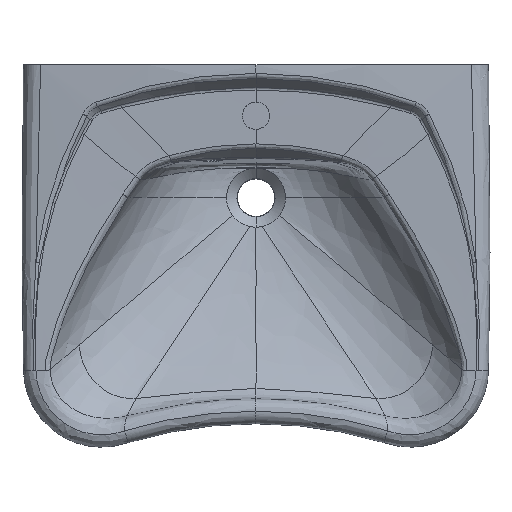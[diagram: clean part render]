
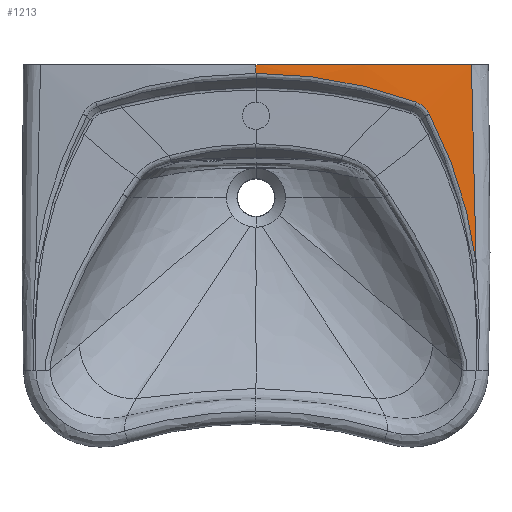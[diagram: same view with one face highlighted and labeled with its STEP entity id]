
A CAD part, top view. The second image highlights one B-rep face of the part: STEP entity #1213.
In plain terms, the highlighted free-form (B-spline) face has degree [3, 3] with [4, 4] control points.
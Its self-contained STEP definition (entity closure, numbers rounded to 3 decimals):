
#473=(
BOUNDED_CURVE()
B_SPLINE_CURVE(3,(#28032,#28033,#28034,#28035,#28036,#28037,#28038,#28039,
#28040,#28041),.UNSPECIFIED.,.F.,.F.)
B_SPLINE_CURVE_WITH_KNOTS((4,2,2,2,4),(0.,0.25,0.5,0.75,1.),
 .UNSPECIFIED.)
CURVE()
GEOMETRIC_REPRESENTATION_ITEM()
RATIONAL_B_SPLINE_CURVE((1.,1.,1.,1.,1.,1.,1.,1.,1.,1.))
REPRESENTATION_ITEM('')
);
#477=(
BOUNDED_CURVE()
B_SPLINE_CURVE(3,(#28107,#28108,#28109,#28110,#28111,#28112),
 .UNSPECIFIED.,.F.,.F.)
B_SPLINE_CURVE_WITH_KNOTS((4,2,4),(0.,0.5,1.),.UNSPECIFIED.)
CURVE()
GEOMETRIC_REPRESENTATION_ITEM()
RATIONAL_B_SPLINE_CURVE((1.,1.,1.,1.,1.,1.))
REPRESENTATION_ITEM('')
);
#486=(
BOUNDED_CURVE()
B_SPLINE_CURVE(3,(#29043,#29044,#29045,#29046,#29047,#29048,#29049,#29050,
#29051,#29052),.UNSPECIFIED.,.F.,.F.)
B_SPLINE_CURVE_WITH_KNOTS((4,2,2,2,4),(0.,0.302,0.476,
0.651,1.),.UNSPECIFIED.)
CURVE()
GEOMETRIC_REPRESENTATION_ITEM()
RATIONAL_B_SPLINE_CURVE((1.,1.,1.,
1.,1.,1.,1.,
1.,1.,1.))
REPRESENTATION_ITEM('')
);
#605=B_SPLINE_SURFACE_WITH_KNOTS('',3,3,((#29068,#29069,#29070,#29071),
(#29072,#29073,#29074,#29075),(#29076,#29077,#29078,#29079),(#29080,#29081,
#29082,#29083)),.UNSPECIFIED.,.F.,.F.,.F.,(4,4),(4,4),(0.,1.),(0.,1.),
 .UNSPECIFIED.);
#862=FACE_OUTER_BOUND('',#2146,.T.);
#1213=ADVANCED_FACE('',(#862),#605,.T.);
#1345=B_SPLINE_CURVE_WITH_KNOTS('',3,(#5542,#5543,#5544,#5545),
 .UNSPECIFIED.,.F.,.F.,(4,4),(0.,1.),.UNSPECIFIED.);
#1595=B_SPLINE_CURVE_WITH_KNOTS('',3,(#18216,#18217,#18218,#18219),
 .UNSPECIFIED.,.F.,.F.,(4,4),(0.,1.),.UNSPECIFIED.);
#1774=B_SPLINE_CURVE_WITH_KNOTS('',3,(#29054,#29055,#29056,#29057,#29058,
#29059,#29060,#29061,#29062,#29063,#29064,#29065,#29066,#29067),
 .UNSPECIFIED.,.F.,.F.,(4,2,2,1,1,2,2,4),(0.,0.25,0.375,0.438,0.469,
0.484,0.5,1.),.UNSPECIFIED.);
#2146=EDGE_LOOP('',(#3450,#3451,#3452,#3453,#3454,#3455));
#3450=ORIENTED_EDGE('',*,*,#5096,.F.);
#3451=ORIENTED_EDGE('',*,*,#5097,.T.);
#3452=ORIENTED_EDGE('',*,*,#4441,.F.);
#3453=ORIENTED_EDGE('',*,*,#4811,.T.);
#3454=ORIENTED_EDGE('',*,*,#5070,.F.);
#3455=ORIENTED_EDGE('',*,*,#5074,.F.);
#3957=VERTEX_POINT('',#5541);
#3958=VERTEX_POINT('',#5546);
#4207=VERTEX_POINT('',#16966);
#4363=VERTEX_POINT('',#28031);
#4365=VERTEX_POINT('',#28106);
#4376=VERTEX_POINT('',#29053);
#4441=EDGE_CURVE('',#3957,#3958,#1345,.T.);
#4811=EDGE_CURVE('',#3957,#4207,#1595,.T.);
#5070=EDGE_CURVE('',#4363,#4207,#473,.T.);
#5074=EDGE_CURVE('',#4365,#4363,#477,.T.);
#5096=EDGE_CURVE('',#4376,#4365,#486,.T.);
#5097=EDGE_CURVE('',#4376,#3958,#1774,.T.);
#5541=CARTESIAN_POINT('',(0.,170.,20.));
#5542=CARTESIAN_POINT('',(0.,170.,20.));
#5543=CARTESIAN_POINT('',(92.266,170.,20.));
#5544=CARTESIAN_POINT('',(184.532,170.,14.265));
#5545=CARTESIAN_POINT('',(276.088,170.,2.844));
#5546=CARTESIAN_POINT('',(276.088,169.991,2.843));
#16966=CARTESIAN_POINT('',(0.,158.997,20.006));
#18216=CARTESIAN_POINT('',(0.,170.,20.));
#18217=CARTESIAN_POINT('',(0.,166.332,20.007));
#18218=CARTESIAN_POINT('',(0.,162.665,20.009));
#18219=CARTESIAN_POINT('',(0.,158.997,20.006));
#28031=CARTESIAN_POINT('',(205.392,121.986,10.459));
#28032=CARTESIAN_POINT('',(205.392,121.986,10.459));
#28033=CARTESIAN_POINT('',(189.036,128.132,11.977));
#28034=CARTESIAN_POINT('',(172.442,133.496,13.342));
#28035=CARTESIAN_POINT('',(138.797,142.724,15.717));
#28036=CARTESIAN_POINT('',(121.706,146.593,16.729));
#28037=CARTESIAN_POINT('',(87.253,152.786,18.357));
#28038=CARTESIAN_POINT('',(69.928,155.108,18.973));
#28039=CARTESIAN_POINT('',(35.082,158.214,19.797));
#28040=CARTESIAN_POINT('',(17.535,158.997,20.006));
#28041=CARTESIAN_POINT('',(0.,158.997,20.006));
#28106=CARTESIAN_POINT('',(222.261,106.926,8.788));
#28107=CARTESIAN_POINT('',(222.261,106.926,8.788));
#28108=CARTESIAN_POINT('',(220.468,110.382,8.983));
#28109=CARTESIAN_POINT('',(218.152,113.441,9.224));
#28110=CARTESIAN_POINT('',(212.347,118.642,9.802));
#28111=CARTESIAN_POINT('',(209.048,120.612,10.119));
#28112=CARTESIAN_POINT('',(205.392,121.986,10.459));
#29043=CARTESIAN_POINT('',(282.062,-83.056,1.364));
#29044=CARTESIAN_POINT('',(279.559,-63.095,1.713));
#29045=CARTESIAN_POINT('',(275.948,-43.232,2.185));
#29046=CARTESIAN_POINT('',(268.553,-12.39,3.153));
#29047=CARTESIAN_POINT('',(265.475,-1.175,3.554));
#29048=CARTESIAN_POINT('',(258.62,21.077,4.44));
#29049=CARTESIAN_POINT('',(254.837,32.126,4.925));
#29050=CARTESIAN_POINT('',(242.523,64.858,6.469));
#29051=CARTESIAN_POINT('',(233.012,86.189,7.621));
#29052=CARTESIAN_POINT('',(222.261,106.926,8.788));
#29053=CARTESIAN_POINT('',(282.064,-83.07,1.363));
#29054=CARTESIAN_POINT('',(282.063,-83.056,1.363));
#29055=CARTESIAN_POINT('',(281.895,-60.096,1.562));
#29056=CARTESIAN_POINT('',(281.638,-38.071,1.737));
#29057=CARTESIAN_POINT('',(281.149,-6.437,1.969));
#29058=CARTESIAN_POINT('',(280.968,3.874,2.041));
#29059=CARTESIAN_POINT('',(280.675,18.989,2.142));
#29060=CARTESIAN_POINT('',(280.522,26.458,2.19));
#29061=CARTESIAN_POINT('',(280.335,35.019,2.244));
#29062=CARTESIAN_POINT('',(280.253,38.655,2.266));
#29063=CARTESIAN_POINT('',(280.198,41.072,2.281));
#29064=CARTESIAN_POINT('',(280.171,42.223,2.288));
#29065=CARTESIAN_POINT('',(279.205,83.647,2.536));
#29066=CARTESIAN_POINT('',(277.875,125.817,2.737));
#29067=CARTESIAN_POINT('',(276.089,169.983,2.844));
#29068=CARTESIAN_POINT('',(282.087,170.,2.087));
#29069=CARTESIAN_POINT('',(283.715,85.148,2.106));
#29070=CARTESIAN_POINT('',(284.268,0.275,1.819));
#29071=CARTESIAN_POINT('',(283.746,-84.571,1.227));
#29072=CARTESIAN_POINT('',(188.562,170.,14.012));
#29073=CARTESIAN_POINT('',(189.538,85.052,14.137));
#29074=CARTESIAN_POINT('',(189.798,0.093,12.208));
#29075=CARTESIAN_POINT('',(189.341,-84.728,8.233));
#29076=CARTESIAN_POINT('',(94.281,170.,20.));
#29077=CARTESIAN_POINT('',(94.769,85.004,20.172));
#29078=CARTESIAN_POINT('',(94.899,0.001,17.417));
#29079=CARTESIAN_POINT('',(94.67,-84.806,11.746));
#29080=CARTESIAN_POINT('',(0.,170.,20.));
#29081=CARTESIAN_POINT('',(0.,85.004,20.172));
#29082=CARTESIAN_POINT('',(0.,0.001,17.417));
#29083=CARTESIAN_POINT('',(0.,-84.806,11.746));
